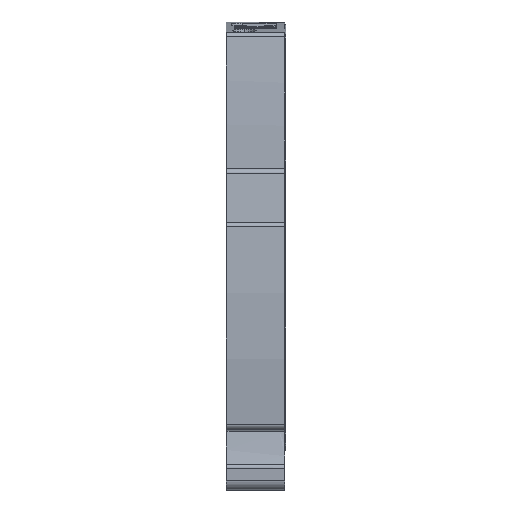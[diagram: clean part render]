
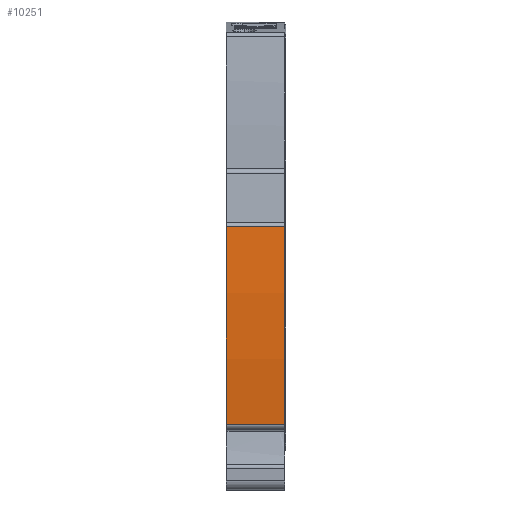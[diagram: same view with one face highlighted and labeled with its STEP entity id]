
A CAD part, front view. The second image highlights one B-rep face of the part: STEP entity #10251.
In plain terms, the highlighted cylindrical face has radius 202 mm (diameter 404 mm), a partial arc.
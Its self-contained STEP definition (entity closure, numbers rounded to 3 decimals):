
#2411=AXIS2_PLACEMENT_3D('Circle Axis2P3D',#2409,#2410,$) ;
#8014=AXIS2_PLACEMENT_3D('Circle Axis2P3D',#8012,#8013,$) ;
#10238=AXIS2_PLACEMENT_3D('Cylinder Axis2P3D',#10235,#10236,#10237) ;
#2406=CARTESIAN_POINT('Vertex',(11.95,0.609,53.828)) ;
#2409=CARTESIAN_POINT('Axis2P3D Location',(11.95,202.,38.15)) ;
#2413=CARTESIAN_POINT('Vertex',(11.95,1.531,13.327)) ;
#8009=CARTESIAN_POINT('Vertex',(0.,1.531,13.327)) ;
#8012=CARTESIAN_POINT('Axis2P3D Location',(0.,202.,38.15)) ;
#8016=CARTESIAN_POINT('Vertex',(0.,0.609,53.828)) ;
#10221=CARTESIAN_POINT('Line Origine',(6.,0.609,53.828)) ;
#10235=CARTESIAN_POINT('Axis2P3D Location',(6.,202.,38.15)) ;
#10240=CARTESIAN_POINT('Line Origine',(6.,1.531,13.327)) ;
#2410=DIRECTION('Axis2P3D Direction',(1.,0.,0.)) ;
#8013=DIRECTION('Axis2P3D Direction',(1.,0.,0.)) ;
#10222=DIRECTION('Vector Direction',(1.,0.,0.)) ;
#10236=DIRECTION('Axis2P3D Direction',(1.,0.,0.)) ;
#10237=DIRECTION('Axis2P3D XDirection',(0.,-0.997,0.082)) ;
#10241=DIRECTION('Vector Direction',(1.,0.,0.)) ;
#10223=VECTOR('Line Direction',#10222,1.) ;
#10242=VECTOR('Line Direction',#10241,1.) ;
#10246=ORIENTED_EDGE('',*,*,#10244,.T.) ;
#10247=ORIENTED_EDGE('',*,*,#2415,.F.) ;
#10248=ORIENTED_EDGE('',*,*,#10225,.F.) ;
#10249=ORIENTED_EDGE('',*,*,#8018,.T.) ;
#10251=ADVANCED_FACE('KLEMME',(#10250),#10239,.T.) ;
#2412=CIRCLE('generated circle',#2411,202.) ;
#8015=CIRCLE('generated circle',#8014,202.) ;
#10239=CYLINDRICAL_SURFACE('generated cylinder',#10238,202.) ;
#2415=EDGE_CURVE('',#2407,#2414,#2412,.T.) ;
#8018=EDGE_CURVE('',#8017,#8010,#8015,.T.) ;
#10225=EDGE_CURVE('',#8017,#2407,#10224,.T.) ;
#10244=EDGE_CURVE('',#8010,#2414,#10243,.T.) ;
#10245=EDGE_LOOP('',(#10246,#10247,#10248,#10249)) ;
#10250=FACE_OUTER_BOUND('',#10245,.T.) ;
#10224=LINE('Line',#10221,#10223) ;
#10243=LINE('Line',#10240,#10242) ;
#2407=VERTEX_POINT('',#2406) ;
#2414=VERTEX_POINT('',#2413) ;
#8010=VERTEX_POINT('',#8009) ;
#8017=VERTEX_POINT('',#8016) ;
